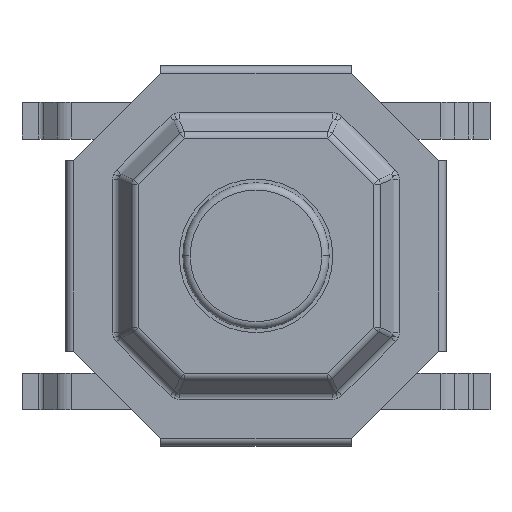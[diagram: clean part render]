
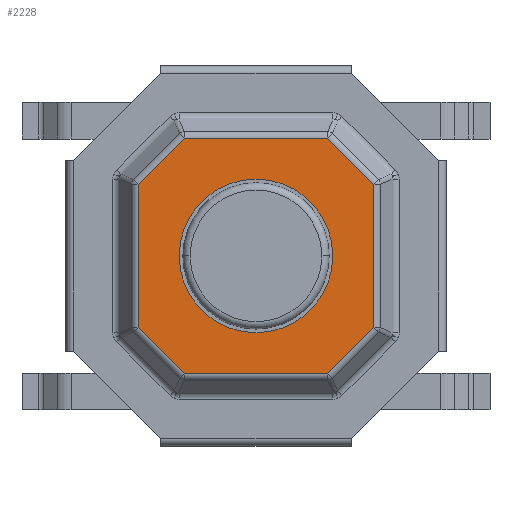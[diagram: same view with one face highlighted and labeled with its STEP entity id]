
A CAD part, top view. The second image highlights one B-rep face of the part: STEP entity #2228.
In plain terms, the highlighted planar face has unit normal (0, 0, 1).
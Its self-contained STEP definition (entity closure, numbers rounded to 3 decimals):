
#1279 = VERTEX_POINT('',#1280);
#1280 = CARTESIAN_POINT('',(1.05,0.,
    1.25));
#1286 = EDGE_CURVE('',#1287,#1279,#1289,.T.);
#1287 = VERTEX_POINT('',#1288);
#1288 = CARTESIAN_POINT('',(-1.05,0.,
    1.25));
#1289 = CIRCLE('',#1290,1.05);
#1290 = AXIS2_PLACEMENT_3D('',#1291,#1292,#1293);
#1291 = CARTESIAN_POINT('',(0.,0.,1.25));
#1292 = DIRECTION('',(0.,0.,1.));
#1293 = DIRECTION('',(1.,0.,-0.));
#2228 = ADVANCED_FACE('',(#2229,#2295),#2305,.F.);
#2229 = FACE_BOUND('',#2230,.T.);
#2230 = EDGE_LOOP('',(#2231,#2241,#2249,#2257,#2265,#2273,#2281,#2289));
#2231 = ORIENTED_EDGE('',*,*,#2232,.T.);
#2232 = EDGE_CURVE('',#2233,#2235,#2237,.T.);
#2233 = VERTEX_POINT('',#2234);
#2234 = CARTESIAN_POINT('',(0.98,1.611,1.25
    ));
#2235 = VERTEX_POINT('',#2236);
#2236 = CARTESIAN_POINT('',(-0.98,1.611,
    1.25));
#2237 = LINE('',#2238,#2239);
#2238 = CARTESIAN_POINT('',(0.,1.611,1.25));
#2239 = VECTOR('',#2240,1.);
#2240 = DIRECTION('',(-1.,-0.,-0.));
#2241 = ORIENTED_EDGE('',*,*,#2242,.T.);
#2242 = EDGE_CURVE('',#2235,#2243,#2245,.T.);
#2243 = VERTEX_POINT('',#2244);
#2244 = CARTESIAN_POINT('',(-1.611,0.98,
    1.25));
#2245 = LINE('',#2246,#2247);
#2246 = CARTESIAN_POINT('',(-1.296,1.296,
    1.25));
#2247 = VECTOR('',#2248,1.);
#2248 = DIRECTION('',(-0.707,-0.707,-0.));
#2249 = ORIENTED_EDGE('',*,*,#2250,.T.);
#2250 = EDGE_CURVE('',#2243,#2251,#2253,.T.);
#2251 = VERTEX_POINT('',#2252);
#2252 = CARTESIAN_POINT('',(-1.611,-0.98,
    1.25));
#2253 = LINE('',#2254,#2255);
#2254 = CARTESIAN_POINT('',(-1.611,0.,
    1.25));
#2255 = VECTOR('',#2256,1.);
#2256 = DIRECTION('',(-0.,-1.,-0.));
#2257 = ORIENTED_EDGE('',*,*,#2258,.T.);
#2258 = EDGE_CURVE('',#2251,#2259,#2261,.T.);
#2259 = VERTEX_POINT('',#2260);
#2260 = CARTESIAN_POINT('',(-0.98,-1.611,
    1.25));
#2261 = LINE('',#2262,#2263);
#2262 = CARTESIAN_POINT('',(-1.296,-1.296,
    1.25));
#2263 = VECTOR('',#2264,1.);
#2264 = DIRECTION('',(0.707,-0.707,0.));
#2265 = ORIENTED_EDGE('',*,*,#2266,.T.);
#2266 = EDGE_CURVE('',#2259,#2267,#2269,.T.);
#2267 = VERTEX_POINT('',#2268);
#2268 = CARTESIAN_POINT('',(0.98,-1.611,
    1.25));
#2269 = LINE('',#2270,#2271);
#2270 = CARTESIAN_POINT('',(0.,-1.611,1.25));
#2271 = VECTOR('',#2272,1.);
#2272 = DIRECTION('',(1.,0.,0.));
#2273 = ORIENTED_EDGE('',*,*,#2274,.T.);
#2274 = EDGE_CURVE('',#2267,#2275,#2277,.T.);
#2275 = VERTEX_POINT('',#2276);
#2276 = CARTESIAN_POINT('',(1.611,-0.98,
    1.25));
#2277 = LINE('',#2278,#2279);
#2278 = CARTESIAN_POINT('',(1.296,-1.296,
    1.25));
#2279 = VECTOR('',#2280,1.);
#2280 = DIRECTION('',(0.707,0.707,0.));
#2281 = ORIENTED_EDGE('',*,*,#2282,.T.);
#2282 = EDGE_CURVE('',#2275,#2283,#2285,.T.);
#2283 = VERTEX_POINT('',#2284);
#2284 = CARTESIAN_POINT('',(1.611,0.98,1.25
    ));
#2285 = LINE('',#2286,#2287);
#2286 = CARTESIAN_POINT('',(1.611,0.,
    1.25));
#2287 = VECTOR('',#2288,1.);
#2288 = DIRECTION('',(0.,1.,0.));
#2289 = ORIENTED_EDGE('',*,*,#2290,.T.);
#2290 = EDGE_CURVE('',#2283,#2233,#2291,.T.);
#2291 = LINE('',#2292,#2293);
#2292 = CARTESIAN_POINT('',(1.296,1.296,1.25
    ));
#2293 = VECTOR('',#2294,1.);
#2294 = DIRECTION('',(-0.707,0.707,0.));
#2295 = FACE_BOUND('',#2296,.T.);
#2296 = EDGE_LOOP('',(#2297,#2304));
#2297 = ORIENTED_EDGE('',*,*,#2298,.F.);
#2298 = EDGE_CURVE('',#1279,#1287,#2299,.T.);
#2299 = CIRCLE('',#2300,1.05);
#2300 = AXIS2_PLACEMENT_3D('',#2301,#2302,#2303);
#2301 = CARTESIAN_POINT('',(0.,0.,1.25));
#2302 = DIRECTION('',(0.,0.,1.));
#2303 = DIRECTION('',(1.,0.,-0.));
#2304 = ORIENTED_EDGE('',*,*,#1286,.F.);
#2305 = PLANE('',#2306);
#2306 = AXIS2_PLACEMENT_3D('',#2307,#2308,#2309);
#2307 = CARTESIAN_POINT('',(0.,0.,1.25));
#2308 = DIRECTION('',(0.,0.,-1.));
#2309 = DIRECTION('',(-1.,0.,0.));
